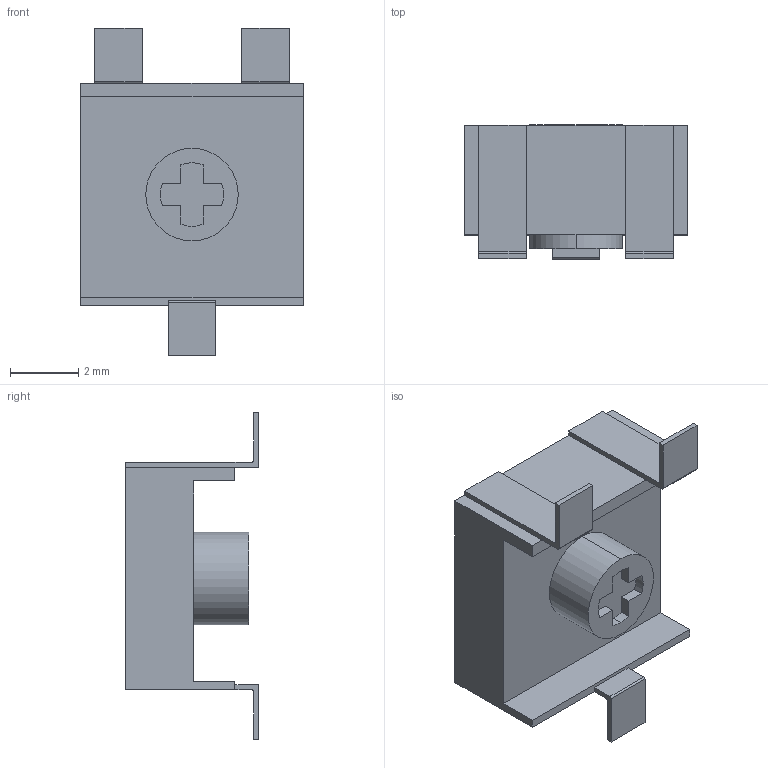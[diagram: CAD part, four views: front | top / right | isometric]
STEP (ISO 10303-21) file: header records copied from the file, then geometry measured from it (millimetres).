
FILE_DESCRIPTION (( 'STEP AP214' ), '1' );
FILE_NAME ('User Library-CA6V-SMD.STEP', '2019-06-26T14:20:21', ( '' ), ( '' ), 'SwSTEP 2.0', 'SolidWorks 2019', '' );
FILE_SCHEMA (( 'AUTOMOTIVE_DESIGN' ));
Length unit declared in the file: millimetre
Products named in the file (1): User Library-CA6V-SMD
Bounding box: 6.5 x 3.91 x 9.55 mm (x, y, z)
Volume: 99.8 mm3; surface area: 243.4 mm2
Topology: 5 solids, 5 shells, 94 faces, 237 edges, 158 vertices
Faces by surface type: plane 65, cylinder 29
Entity records: 3927 total; most frequent: CARTESIAN_POINT 490, DIRECTION 485, ORIENTED_EDGE 474, EDGE_CURVE 237, LINE 179, VECTOR 179, VERTEX_POINT 158, AXIS2_PLACEMENT_3D 153
